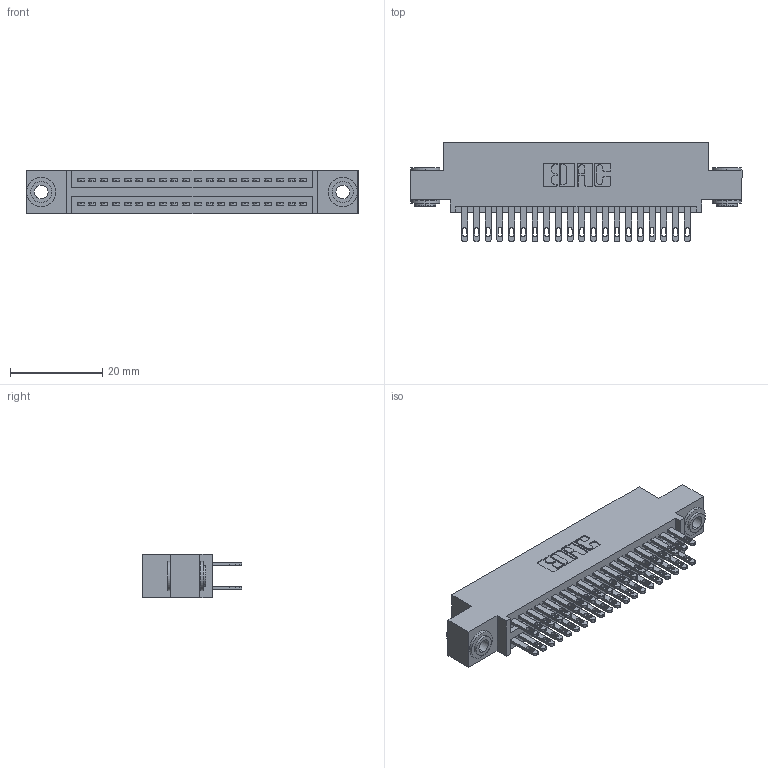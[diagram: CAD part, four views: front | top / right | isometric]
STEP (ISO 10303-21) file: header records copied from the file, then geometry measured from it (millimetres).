
FILE_DESCRIPTION (( 'STEP AP203' ), '1' );
FILE_NAME ('345-040-500-503.STEP', '2019-10-28T16:31:44', ( '' ), ( '' ), 'SwSTEP 2.0', 'SolidWorks 2016', '' );
FILE_SCHEMA (( 'CONFIG_CONTROL_DESIGN' ));
Length unit declared in the file: inch
Products named in the file (4): 345-292-001_345-293-100; 345-040-500-503; 345-250-002_345-250-002-102; 345 Part_0.110 Offset - 0.156 Dia-TH
Assembly tree (43 placements, depth 2):
  345-040-500-503
    345 Part_0.110 Offset - 0.156 Dia-TH
    345-292-001_345-293-100  x40
    345-250-002_345-250-002-102  x2
Bounding box: 72.01 x 21.51 x 9.4 mm (x, y, z)
Volume: 6859.1 mm3; surface area: 10418.5 mm2
Topology: 43 solids, 43 shells, 2008 faces, 6069 edges, 4042 vertices
Faces by surface type: plane 1174, cylinder 826, cone 8
Entity records: 19366 total; most frequent: CARTESIAN_POINT 3243, ORIENTED_EDGE 3170, DIRECTION 2919, EDGE_CURVE 1585, LINE 1345, VECTOR 1345, VERTEX_POINT 1054, AXIS2_PLACEMENT_3D 787
